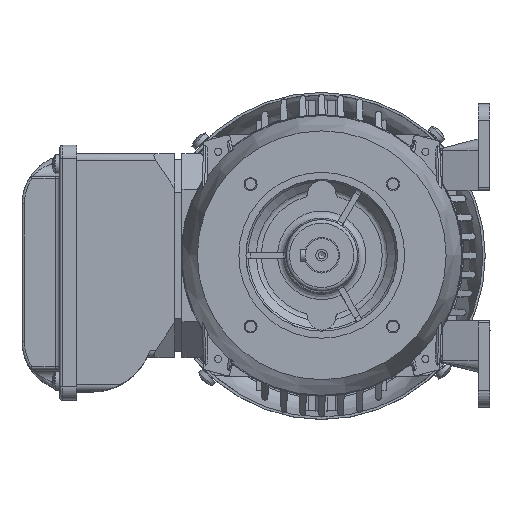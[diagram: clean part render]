
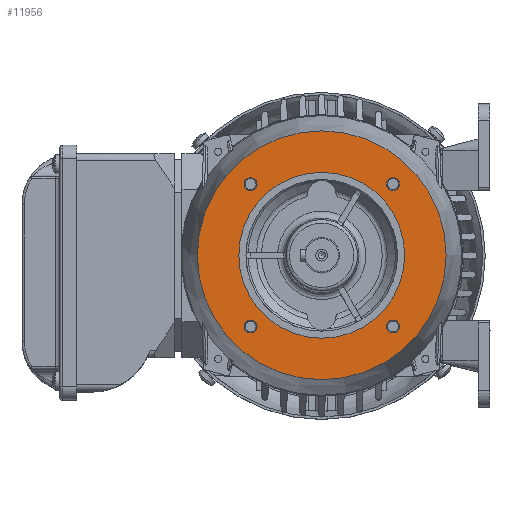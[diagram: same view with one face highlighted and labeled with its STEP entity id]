
A CAD part, top view. The second image highlights one B-rep face of the part: STEP entity #11956.
In plain terms, the highlighted planar face has unit normal (0, 0, 1).
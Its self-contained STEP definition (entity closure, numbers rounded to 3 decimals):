
#5837=FACE_BOUND('',#18930,.T.);
#5838=FACE_BOUND('',#18931,.T.);
#5839=FACE_BOUND('',#18932,.T.);
#5840=FACE_BOUND('',#18933,.T.);
#5841=FACE_BOUND('',#18934,.T.);
#5842=FACE_BOUND('',#18935,.T.);
#7246=CIRCLE('',#56688,35.);
#7249=CIRCLE('',#56694,2.723);
#7252=CIRCLE('',#56700,2.723);
#7255=CIRCLE('',#56706,2.723);
#7258=CIRCLE('',#56712,2.723);
#7259=CIRCLE('',#56714,52.493);
#11956=ADVANCED_FACE('',(#5837,#5838,#5839,#5840,#5841,#5842),#13516,.F.);
#13516=PLANE('',#56715);
#18930=EDGE_LOOP('',(#32061));
#18931=EDGE_LOOP('',(#32062));
#18932=EDGE_LOOP('',(#32063));
#18933=EDGE_LOOP('',(#32064));
#18934=EDGE_LOOP('',(#32065));
#18935=EDGE_LOOP('',(#32066));
#32061=ORIENTED_EDGE('',*,*,#45357,.F.);
#32062=ORIENTED_EDGE('',*,*,#45360,.T.);
#32063=ORIENTED_EDGE('',*,*,#45363,.F.);
#32064=ORIENTED_EDGE('',*,*,#45366,.F.);
#32065=ORIENTED_EDGE('',*,*,#45369,.T.);
#32066=ORIENTED_EDGE('',*,*,#45370,.F.);
#38341=VERTEX_POINT('',#101897);
#38344=VERTEX_POINT('',#101906);
#38347=VERTEX_POINT('',#101915);
#38350=VERTEX_POINT('',#101924);
#38353=VERTEX_POINT('',#101933);
#38354=VERTEX_POINT('',#101936);
#45357=EDGE_CURVE('',#38341,#38341,#7246,.T.);
#45360=EDGE_CURVE('',#38344,#38344,#7249,.T.);
#45363=EDGE_CURVE('',#38347,#38347,#7252,.T.);
#45366=EDGE_CURVE('',#38350,#38350,#7255,.T.);
#45369=EDGE_CURVE('',#38353,#38353,#7258,.T.);
#45370=EDGE_CURVE('',#38354,#38354,#7259,.T.);
#56688=AXIS2_PLACEMENT_3D('',#101896,#67272,#67273);
#56694=AXIS2_PLACEMENT_3D('',#101905,#67284,#67285);
#56700=AXIS2_PLACEMENT_3D('',#101914,#67296,#67297);
#56706=AXIS2_PLACEMENT_3D('',#101923,#67308,#67309);
#56712=AXIS2_PLACEMENT_3D('',#101932,#67320,#67321);
#56714=AXIS2_PLACEMENT_3D('',#101935,#67324,#67325);
#56715=AXIS2_PLACEMENT_3D('',#101937,#67326,#67327);
#67272=DIRECTION('',(0.,0.,1.));
#67273=DIRECTION('',(-1.,0.,0.));
#67284=DIRECTION('',(0.,0.,-1.));
#67285=DIRECTION('',(0.,1.,0.));
#67296=DIRECTION('',(0.,0.,1.));
#67297=DIRECTION('',(0.,-1.,0.));
#67308=DIRECTION('',(0.,0.,1.));
#67309=DIRECTION('',(0.,1.,0.));
#67320=DIRECTION('',(0.,0.,-1.));
#67321=DIRECTION('',(0.,-1.,0.));
#67324=DIRECTION('',(0.,0.,-1.));
#67325=DIRECTION('',(0.,-1.,0.));
#67326=DIRECTION('',(0.,0.,-1.));
#67327=DIRECTION('',(0.,1.,0.));
#101896=CARTESIAN_POINT('',(0.,0.,
2.));
#101897=CARTESIAN_POINT('',(-35.,0.,2.));
#101905=CARTESIAN_POINT('',(30.05,30.05,2.));
#101906=CARTESIAN_POINT('',(30.05,32.773,2.));
#101914=CARTESIAN_POINT('',(30.05,-30.05,2.));
#101915=CARTESIAN_POINT('',(30.05,-32.773,2.));
#101923=CARTESIAN_POINT('',(-30.05,30.05,2.));
#101924=CARTESIAN_POINT('',(-30.05,32.773,2.));
#101932=CARTESIAN_POINT('',(-30.05,-30.05,2.));
#101933=CARTESIAN_POINT('',(-30.05,-32.773,2.));
#101935=CARTESIAN_POINT('',(0.,0.,
2.));
#101936=CARTESIAN_POINT('',(0.,-52.493,2.));
#101937=CARTESIAN_POINT('',(-66.021,-66.705,2.));
